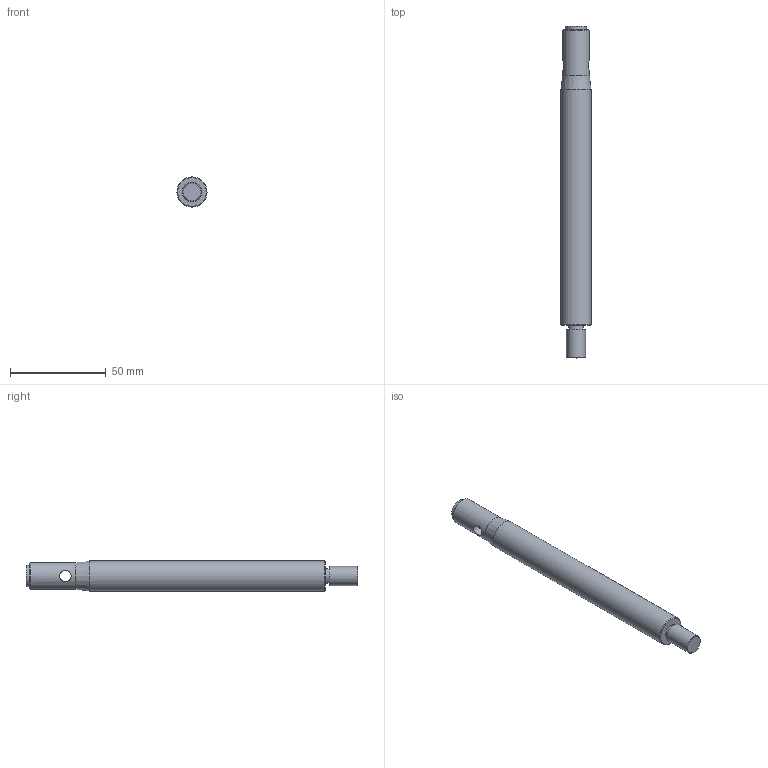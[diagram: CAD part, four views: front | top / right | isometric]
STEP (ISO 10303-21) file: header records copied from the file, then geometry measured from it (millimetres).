
FILE_DESCRIPTION(/* description */ (''),/* implementation_level */ '2;1');
FILE_NAME(/* name */ 'shifterShaft_medium_M10.stp',/* time_stamp */ '2018-05-04T14:25:11+02:00',/* author */ ('poum'),/* organization */ (''),/* preprocessor_version */ 'ST-DEVELOPER v16.5',/* originating_system */ 'Autodesk Inventor 2017',/* authorisation */ '');
FILE_SCHEMA (('AUTOMOTIVE_DESIGN { 1 0 10303 214 3 1 1 }'));
Length unit declared in the file: millimetre
Products named in the file (1): shifterShaft_medium_M10
Bounding box: 15.65 x 173 x 15.65 mm (x, y, z)
Volume: 28970 mm3; surface area: 8927.1 mm2
Topology: 1 solids, 1 shells, 18 faces, 40 edges, 25 vertices
Faces by surface type: cylinder 7, plane 7, cone 4
Full cylindrical faces by diameter (mm): 6 x1, 6.8 x1, 7.5 x1, 10 x1, 11 x1, 14 x1, 15.65 x1
Entity records: 551 total; most frequent: CARTESIAN_POINT 169, DIRECTION 72, ORIENTED_EDGE 44, EDGE_LOOP 36, AXIS2_PLACEMENT_3D 35, EDGE_CURVE 22, VERTEX_POINT 20, FACE_BOUND 18
